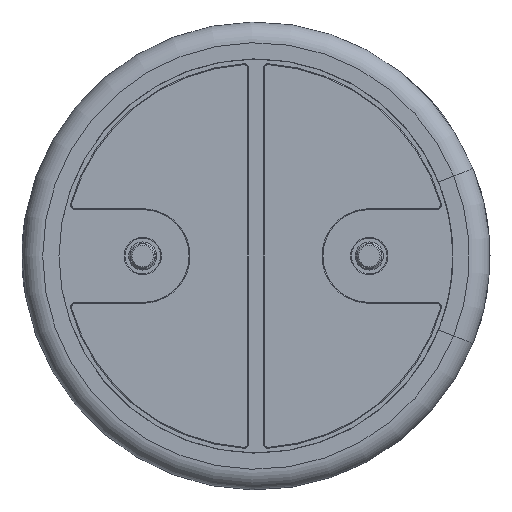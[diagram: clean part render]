
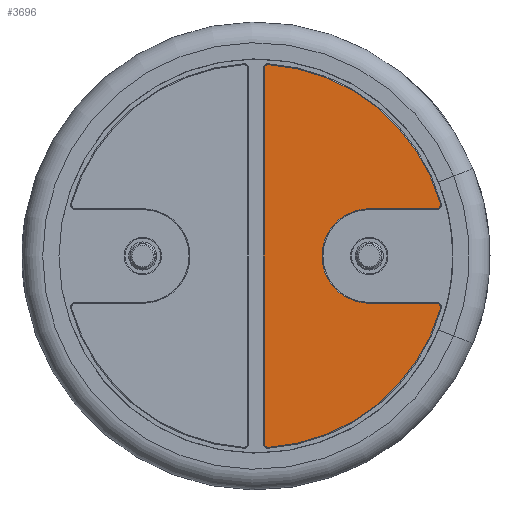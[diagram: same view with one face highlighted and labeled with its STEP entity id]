
A CAD part, front view. The second image highlights one B-rep face of the part: STEP entity #3696.
In plain terms, the highlighted planar face has unit normal (0, -1, 0).
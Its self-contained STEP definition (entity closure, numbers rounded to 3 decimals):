
#20=PLANE('',#3998);
#199=CIRCLE('',#3963,0.082);
#202=CIRCLE('',#3968,0.082);
#205=CIRCLE('',#3972,3.892);
#208=CIRCLE('',#3976,0.082);
#212=CIRCLE('',#3982,0.96);
#216=CIRCLE('',#3988,0.082);
#218=CIRCLE('',#3991,3.892);
#408=FACE_OUTER_BOUND('',#591,.T.);
#591=EDGE_LOOP('',(#2972,#2973,#2974,#2975,#2976,#2977,#2978,#2979,#2980,
#2981));
#758=LINE('',#7156,#913);
#760=LINE('',#7180,#915);
#762=LINE('',#7192,#917);
#913=VECTOR('',#4575,10.);
#915=VECTOR('',#4605,10.);
#917=VECTOR('',#4619,10.);
#1544=VERTEX_POINT('',#7144);
#1547=VERTEX_POINT('',#7149);
#1549=VERTEX_POINT('',#7154);
#1551=VERTEX_POINT('',#7160);
#1553=VERTEX_POINT('',#7166);
#1555=VERTEX_POINT('',#7172);
#1557=VERTEX_POINT('',#7178);
#1559=VERTEX_POINT('',#7184);
#1561=VERTEX_POINT('',#7190);
#1563=VERTEX_POINT('',#7196);
#2028=EDGE_CURVE('',#1547,#1544,#199,.T.);
#2030=EDGE_CURVE('',#1549,#1547,#758,.T.);
#2033=EDGE_CURVE('',#1551,#1549,#202,.T.);
#2036=EDGE_CURVE('',#1553,#1551,#205,.T.);
#2039=EDGE_CURVE('',#1555,#1553,#208,.T.);
#2042=EDGE_CURVE('',#1557,#1555,#760,.T.);
#2045=EDGE_CURVE('',#1559,#1557,#212,.T.);
#2048=EDGE_CURVE('',#1561,#1559,#762,.T.);
#2051=EDGE_CURVE('',#1563,#1561,#216,.T.);
#2053=EDGE_CURVE('',#1544,#1563,#218,.T.);
#2972=ORIENTED_EDGE('',*,*,#2028,.F.);
#2973=ORIENTED_EDGE('',*,*,#2030,.F.);
#2974=ORIENTED_EDGE('',*,*,#2033,.F.);
#2975=ORIENTED_EDGE('',*,*,#2036,.F.);
#2976=ORIENTED_EDGE('',*,*,#2039,.F.);
#2977=ORIENTED_EDGE('',*,*,#2042,.F.);
#2978=ORIENTED_EDGE('',*,*,#2045,.F.);
#2979=ORIENTED_EDGE('',*,*,#2048,.F.);
#2980=ORIENTED_EDGE('',*,*,#2051,.F.);
#2981=ORIENTED_EDGE('',*,*,#2053,.F.);
#3696=ADVANCED_FACE('',(#408),#20,.F.);
#3963=AXIS2_PLACEMENT_3D('',#7151,#4569,#4570);
#3968=AXIS2_PLACEMENT_3D('',#7162,#4581,#4582);
#3972=AXIS2_PLACEMENT_3D('',#7168,#4589,#4590);
#3976=AXIS2_PLACEMENT_3D('',#7174,#4597,#4598);
#3982=AXIS2_PLACEMENT_3D('',#7186,#4611,#4612);
#3988=AXIS2_PLACEMENT_3D('',#7198,#4625,#4626);
#3991=AXIS2_PLACEMENT_3D('',#7201,#4631,#4632);
#3998=AXIS2_PLACEMENT_3D('',#7214,#4651,#4652);
#4569=DIRECTION('center_axis',(0.,1.,0.));
#4570=DIRECTION('ref_axis',(-0.684,0.,0.729));
#4575=DIRECTION('',(0.,0.,1.));
#4581=DIRECTION('center_axis',(0.,1.,0.));
#4582=DIRECTION('ref_axis',(-0.684,0.,-0.729));
#4589=DIRECTION('center_axis',(0.,1.,0.));
#4590=DIRECTION('ref_axis',(0.628,0.,-0.778));
#4597=DIRECTION('center_axis',(0.,1.,0.));
#4598=DIRECTION('ref_axis',(0.798,0.,0.603));
#4605=DIRECTION('',(1.,0.,0.));
#4611=DIRECTION('center_axis',(0.,-1.,0.));
#4612=DIRECTION('ref_axis',(-1.,0.,0.));
#4619=DIRECTION('',(-1.,0.,0.));
#4625=DIRECTION('center_axis',(0.,1.,0.));
#4626=DIRECTION('ref_axis',(0.798,0.,-0.603));
#4631=DIRECTION('center_axis',(0.,1.,0.));
#4632=DIRECTION('ref_axis',(0.628,0.,0.778));
#4651=DIRECTION('center_axis',(0.,1.,0.));
#4652=DIRECTION('ref_axis',(0.,0.,1.));
#7144=CARTESIAN_POINT('',(0.25,-0.06,3.884));
#7149=CARTESIAN_POINT('',(0.163,-0.06,3.802));
#7151=CARTESIAN_POINT('Origin',(0.245,-0.06,3.802));
#7154=CARTESIAN_POINT('',(0.163,-0.06,-3.802));
#7156=CARTESIAN_POINT('',(0.163,-0.06,1.901));
#7160=CARTESIAN_POINT('',(0.25,-0.06,-3.884));
#7162=CARTESIAN_POINT('Origin',(0.245,-0.06,-3.802));
#7166=CARTESIAN_POINT('',(3.744,-0.06,-1.064));
#7168=CARTESIAN_POINT('Origin',(0.,-0.06,0.));
#7172=CARTESIAN_POINT('',(3.665,-0.06,-0.96));
#7174=CARTESIAN_POINT('Origin',(3.665,-0.06,-1.042));
#7178=CARTESIAN_POINT('',(2.3,-0.06,-0.96));
#7180=CARTESIAN_POINT('',(2.81,-0.06,-0.96));
#7184=CARTESIAN_POINT('',(2.3,-0.06,0.96));
#7186=CARTESIAN_POINT('Origin',(2.3,-0.06,0.));
#7190=CARTESIAN_POINT('',(3.665,-0.06,0.96));
#7192=CARTESIAN_POINT('',(2.127,-0.06,0.96));
#7196=CARTESIAN_POINT('',(3.744,-0.06,1.064));
#7198=CARTESIAN_POINT('Origin',(3.665,-0.06,1.042));
#7201=CARTESIAN_POINT('Origin',(0.,-0.06,0.));
#7214=CARTESIAN_POINT('Origin',(1.955,-0.06,0.));
